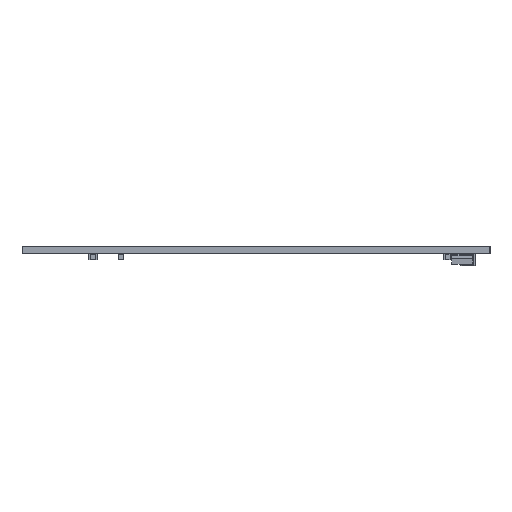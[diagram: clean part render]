
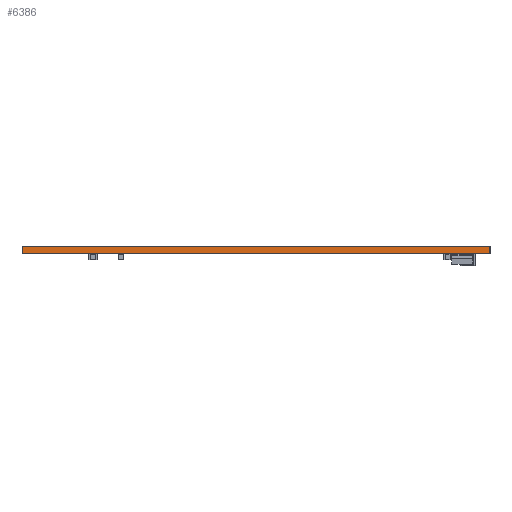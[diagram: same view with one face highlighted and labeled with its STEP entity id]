
A CAD part, left-side view. The second image highlights one B-rep face of the part: STEP entity #6386.
In plain terms, the highlighted planar face has unit normal (-1, 0, 0).
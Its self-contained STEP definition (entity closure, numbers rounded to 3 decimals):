
#6386 = ADVANCED_FACE('',(#6387),#6401,.F.);
#6387 = FACE_BOUND('',#6388,.F.);
#6388 = EDGE_LOOP('',(#6389,#6424,#6452,#6480));
#6389 = ORIENTED_EDGE('',*,*,#6390,.T.);
#6390 = EDGE_CURVE('',#6391,#6393,#6395,.T.);
#6391 = VERTEX_POINT('',#6392);
#6392 = CARTESIAN_POINT('',(106.934,-91.694,0.));
#6393 = VERTEX_POINT('',#6394);
#6394 = CARTESIAN_POINT('',(106.934,-91.694,1.6));
#6395 = SURFACE_CURVE('',#6396,(#6400,#6412),.PCURVE_S1.);
#6396 = LINE('',#6397,#6398);
#6397 = CARTESIAN_POINT('',(106.934,-91.694,0.));
#6398 = VECTOR('',#6399,1.);
#6399 = DIRECTION('',(0.,0.,1.));
#6400 = PCURVE('',#6401,#6406);
#6401 = PLANE('',#6402);
#6402 = AXIS2_PLACEMENT_3D('',#6403,#6404,#6405);
#6403 = CARTESIAN_POINT('',(106.934,-91.694,0.));
#6404 = DIRECTION('',(1.,0.,-0.));
#6405 = DIRECTION('',(0.,-1.,0.));
#6406 = DEFINITIONAL_REPRESENTATION('',(#6407),#6411);
#6407 = LINE('',#6408,#6409);
#6408 = CARTESIAN_POINT('',(0.,0.));
#6409 = VECTOR('',#6410,1.);
#6410 = DIRECTION('',(0.,-1.));
#6411 = ( GEOMETRIC_REPRESENTATION_CONTEXT(2) 
PARAMETRIC_REPRESENTATION_CONTEXT() REPRESENTATION_CONTEXT('2D SPACE',''
  ) );
#6412 = PCURVE('',#6413,#6418);
#6413 = PLANE('',#6414);
#6414 = AXIS2_PLACEMENT_3D('',#6415,#6416,#6417);
#6415 = CARTESIAN_POINT('',(208.026,-91.694,0.));
#6416 = DIRECTION('',(0.,-1.,0.));
#6417 = DIRECTION('',(-1.,0.,0.));
#6418 = DEFINITIONAL_REPRESENTATION('',(#6419),#6423);
#6419 = LINE('',#6420,#6421);
#6420 = CARTESIAN_POINT('',(101.092,0.));
#6421 = VECTOR('',#6422,1.);
#6422 = DIRECTION('',(0.,-1.));
#6423 = ( GEOMETRIC_REPRESENTATION_CONTEXT(2) 
PARAMETRIC_REPRESENTATION_CONTEXT() REPRESENTATION_CONTEXT('2D SPACE',''
  ) );
#6424 = ORIENTED_EDGE('',*,*,#6425,.T.);
#6425 = EDGE_CURVE('',#6393,#6426,#6428,.T.);
#6426 = VERTEX_POINT('',#6427);
#6427 = CARTESIAN_POINT('',(106.934,-192.786,1.6));
#6428 = SURFACE_CURVE('',#6429,(#6433,#6440),.PCURVE_S1.);
#6429 = LINE('',#6430,#6431);
#6430 = CARTESIAN_POINT('',(106.934,-91.694,1.6));
#6431 = VECTOR('',#6432,1.);
#6432 = DIRECTION('',(0.,-1.,0.));
#6433 = PCURVE('',#6401,#6434);
#6434 = DEFINITIONAL_REPRESENTATION('',(#6435),#6439);
#6435 = LINE('',#6436,#6437);
#6436 = CARTESIAN_POINT('',(0.,-1.6));
#6437 = VECTOR('',#6438,1.);
#6438 = DIRECTION('',(1.,0.));
#6439 = ( GEOMETRIC_REPRESENTATION_CONTEXT(2) 
PARAMETRIC_REPRESENTATION_CONTEXT() REPRESENTATION_CONTEXT('2D SPACE',''
  ) );
#6440 = PCURVE('',#6441,#6446);
#6441 = PLANE('',#6442);
#6442 = AXIS2_PLACEMENT_3D('',#6443,#6444,#6445);
#6443 = CARTESIAN_POINT('',(157.48,-142.24,1.6));
#6444 = DIRECTION('',(0.,0.,1.));
#6445 = DIRECTION('',(1.,0.,-0.));
#6446 = DEFINITIONAL_REPRESENTATION('',(#6447),#6451);
#6447 = LINE('',#6448,#6449);
#6448 = CARTESIAN_POINT('',(-50.546,50.546));
#6449 = VECTOR('',#6450,1.);
#6450 = DIRECTION('',(0.,-1.));
#6451 = ( GEOMETRIC_REPRESENTATION_CONTEXT(2) 
PARAMETRIC_REPRESENTATION_CONTEXT() REPRESENTATION_CONTEXT('2D SPACE',''
  ) );
#6452 = ORIENTED_EDGE('',*,*,#6453,.F.);
#6453 = EDGE_CURVE('',#6454,#6426,#6456,.T.);
#6454 = VERTEX_POINT('',#6455);
#6455 = CARTESIAN_POINT('',(106.934,-192.786,0.));
#6456 = SURFACE_CURVE('',#6457,(#6461,#6468),.PCURVE_S1.);
#6457 = LINE('',#6458,#6459);
#6458 = CARTESIAN_POINT('',(106.934,-192.786,0.));
#6459 = VECTOR('',#6460,1.);
#6460 = DIRECTION('',(0.,0.,1.));
#6461 = PCURVE('',#6401,#6462);
#6462 = DEFINITIONAL_REPRESENTATION('',(#6463),#6467);
#6463 = LINE('',#6464,#6465);
#6464 = CARTESIAN_POINT('',(101.092,0.));
#6465 = VECTOR('',#6466,1.);
#6466 = DIRECTION('',(0.,-1.));
#6467 = ( GEOMETRIC_REPRESENTATION_CONTEXT(2) 
PARAMETRIC_REPRESENTATION_CONTEXT() REPRESENTATION_CONTEXT('2D SPACE',''
  ) );
#6468 = PCURVE('',#6469,#6474);
#6469 = PLANE('',#6470);
#6470 = AXIS2_PLACEMENT_3D('',#6471,#6472,#6473);
#6471 = CARTESIAN_POINT('',(106.934,-192.786,0.));
#6472 = DIRECTION('',(0.,1.,0.));
#6473 = DIRECTION('',(1.,0.,0.));
#6474 = DEFINITIONAL_REPRESENTATION('',(#6475),#6479);
#6475 = LINE('',#6476,#6477);
#6476 = CARTESIAN_POINT('',(0.,0.));
#6477 = VECTOR('',#6478,1.);
#6478 = DIRECTION('',(0.,-1.));
#6479 = ( GEOMETRIC_REPRESENTATION_CONTEXT(2) 
PARAMETRIC_REPRESENTATION_CONTEXT() REPRESENTATION_CONTEXT('2D SPACE',''
  ) );
#6480 = ORIENTED_EDGE('',*,*,#6481,.F.);
#6481 = EDGE_CURVE('',#6391,#6454,#6482,.T.);
#6482 = SURFACE_CURVE('',#6483,(#6487,#6494),.PCURVE_S1.);
#6483 = LINE('',#6484,#6485);
#6484 = CARTESIAN_POINT('',(106.934,-91.694,0.));
#6485 = VECTOR('',#6486,1.);
#6486 = DIRECTION('',(0.,-1.,0.));
#6487 = PCURVE('',#6401,#6488);
#6488 = DEFINITIONAL_REPRESENTATION('',(#6489),#6493);
#6489 = LINE('',#6490,#6491);
#6490 = CARTESIAN_POINT('',(0.,0.));
#6491 = VECTOR('',#6492,1.);
#6492 = DIRECTION('',(1.,0.));
#6493 = ( GEOMETRIC_REPRESENTATION_CONTEXT(2) 
PARAMETRIC_REPRESENTATION_CONTEXT() REPRESENTATION_CONTEXT('2D SPACE',''
  ) );
#6494 = PCURVE('',#6495,#6500);
#6495 = PLANE('',#6496);
#6496 = AXIS2_PLACEMENT_3D('',#6497,#6498,#6499);
#6497 = CARTESIAN_POINT('',(157.48,-142.24,0.));
#6498 = DIRECTION('',(0.,0.,1.));
#6499 = DIRECTION('',(1.,0.,-0.));
#6500 = DEFINITIONAL_REPRESENTATION('',(#6501),#6505);
#6501 = LINE('',#6502,#6503);
#6502 = CARTESIAN_POINT('',(-50.546,50.546));
#6503 = VECTOR('',#6504,1.);
#6504 = DIRECTION('',(0.,-1.));
#6505 = ( GEOMETRIC_REPRESENTATION_CONTEXT(2) 
PARAMETRIC_REPRESENTATION_CONTEXT() REPRESENTATION_CONTEXT('2D SPACE',''
  ) );
